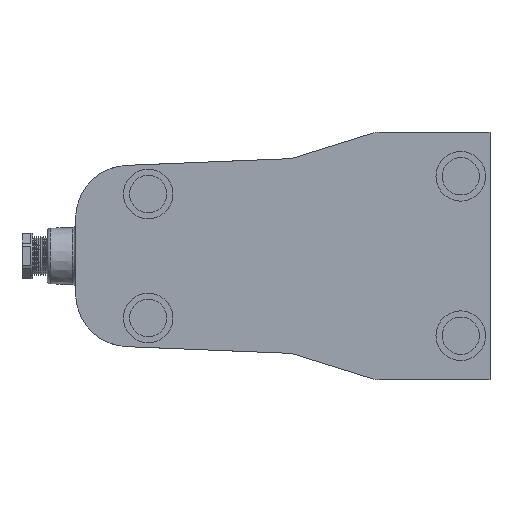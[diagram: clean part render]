
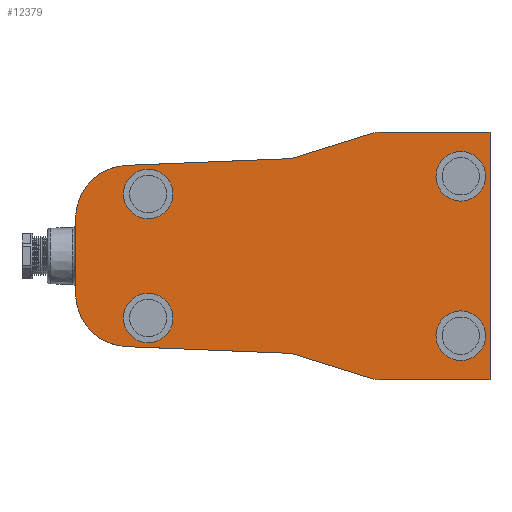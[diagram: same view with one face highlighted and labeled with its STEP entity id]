
A CAD part, front view. The second image highlights one B-rep face of the part: STEP entity #12379.
In plain terms, the highlighted planar face has unit normal (0, -1, 0).
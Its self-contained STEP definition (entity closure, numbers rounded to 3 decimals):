
#233 = VECTOR ( 'NONE', #1597, 1000. ) ;
#260 = CARTESIAN_POINT ( 'NONE',  ( -252., 0., -21.204 ) ) ;
#369 = DIRECTION ( 'NONE',  ( 0., 0., 1. ) ) ;
#416 = ORIENTED_EDGE ( 'NONE', *, *, #10901, .T. ) ;
#420 = LINE ( 'NONE', #8693, #11225 ) ;
#443 = VECTOR ( 'NONE', #2791, 1000. ) ;
#745 = DIRECTION ( 'NONE',  ( -1., 0., 0. ) ) ;
#798 = LINE ( 'NONE', #5923, #443 ) ;
#1084 = PLANE ( 'NONE',  #6555 ) ;
#1446 = LINE ( 'NONE', #5832, #3941 ) ;
#1530 = ORIENTED_EDGE ( 'NONE', *, *, #10205, .F. ) ;
#1597 = DIRECTION ( 'NONE',  ( 0., 0., 1. ) ) ;
#1615 = VECTOR ( 'NONE', #4517, 1000. ) ;
#2106 = CARTESIAN_POINT ( 'NONE',  ( -18., 0., -70. ) ) ;
#2292 = EDGE_CURVE ( 'NONE', #4721, #9685, #7101, .T. ) ;
#2360 = ORIENTED_EDGE ( 'NONE', *, *, #9079, .F. ) ;
#2744 = DIRECTION ( 'NONE',  ( 0.999, 0., -0.041 ) ) ;
#2791 = DIRECTION ( 'NONE',  ( 1., 0., 0. ) ) ;
#2819 = EDGE_CURVE ( 'NONE', #4721, #4410, #10126, .T. ) ;
#2851 = AXIS2_PLACEMENT_3D ( 'NONE', #12468, #6590, #369 ) ;
#3213 = CARTESIAN_POINT ( 'NONE',  ( -18., 0., 70. ) ) ;
#3284 = ORIENTED_EDGE ( 'NONE', *, *, #4720, .T. ) ;
#3386 = LINE ( 'NONE', #8718, #233 ) ;
#3916 = CARTESIAN_POINT ( 'NONE',  ( -130., 0., 55. ) ) ;
#3941 = VECTOR ( 'NONE', #2744, 1000. ) ;
#4205 = DIRECTION ( 'NONE',  ( 0., -1., 0. ) ) ;
#4209 = LINE ( 'NONE', #12366, #6873 ) ;
#4251 = VERTEX_POINT ( 'NONE', #12727 ) ;
#4410 = VERTEX_POINT ( 'NONE', #4787 ) ;
#4517 = DIRECTION ( 'NONE',  ( 0., 0., 1. ) ) ;
#4544 = ORIENTED_EDGE ( 'NONE', *, *, #12778, .T. ) ;
#4643 = DIRECTION ( 'NONE',  ( 0., -1., 0. ) ) ;
#4720 = EDGE_CURVE ( 'NONE', #4251, #12006, #4209, .T. ) ;
#4721 = VERTEX_POINT ( 'NONE', #260 ) ;
#4787 = CARTESIAN_POINT ( 'NONE',  ( -223.228, 0., -51.179 ) ) ;
#4877 = CARTESIAN_POINT ( 'NONE',  ( -80.64, 0., 70. ) ) ;
#4929 = EDGE_CURVE ( 'NONE', #6884, #5215, #3386, .T. ) ;
#5000 = CARTESIAN_POINT ( 'NONE',  ( -252., 0., 21.204 ) ) ;
#5033 = VERTEX_POINT ( 'NONE', #3916 ) ;
#5047 = VERTEX_POINT ( 'NONE', #5074 ) ;
#5074 = CARTESIAN_POINT ( 'NONE',  ( -223.228, 0., 51.179 ) ) ;
#5189 = DIRECTION ( 'NONE',  ( 0., -1., 0. ) ) ;
#5215 = VERTEX_POINT ( 'NONE', #3213 ) ;
#5282 = ORIENTED_EDGE ( 'NONE', *, *, #2819, .T. ) ;
#5288 = CARTESIAN_POINT ( 'NONE',  ( 0., 0., 70. ) ) ;
#5484 = DIRECTION ( 'NONE',  ( 0.954, 0., -0.299 ) ) ;
#5832 = CARTESIAN_POINT ( 'NONE',  ( -252., 0., -50. ) ) ;
#5894 = DIRECTION ( 'NONE',  ( -0.954, 0., -0.299 ) ) ;
#5923 = CARTESIAN_POINT ( 'NONE',  ( -252., 0., 70. ) ) ;
#5986 = LINE ( 'NONE', #10840, #8587 ) ;
#6082 = ORIENTED_EDGE ( 'NONE', *, *, #4929, .T. ) ;
#6201 = EDGE_CURVE ( 'NONE', #12731, #5033, #9605, .T. ) ;
#6304 = DIRECTION ( 'NONE',  ( 0., 0., 1. ) ) ;
#6363 = EDGE_LOOP ( 'NONE', ( #1530, #416, #7522, #9794, #4544, #9077, #5282, #11870, #3284, #6466, #2360, #6082 ) ) ;
#6466 = ORIENTED_EDGE ( 'NONE', *, *, #10544, .T. ) ;
#6507 = FACE_OUTER_BOUND ( 'NONE', #6363, .T. ) ;
#6555 = AXIS2_PLACEMENT_3D ( 'NONE', #5288, #12184, #6304 ) ;
#6590 = DIRECTION ( 'NONE',  ( 0., -1., 0. ) ) ;
#6646 = AXIS2_PLACEMENT_3D ( 'NONE', #10147, #4205, #11146 ) ;
#6823 = CARTESIAN_POINT ( 'NONE',  ( -130., 0., 55. ) ) ;
#6873 = VECTOR ( 'NONE', #5484, 1000. ) ;
#6884 = VERTEX_POINT ( 'NONE', #2106 ) ;
#7101 = LINE ( 'NONE', #9460, #1615 ) ;
#7522 = ORIENTED_EDGE ( 'NONE', *, *, #6201, .T. ) ;
#8148 = CIRCLE ( 'NONE', #2851, 10. ) ;
#8586 = CIRCLE ( 'NONE', #6646, 10. ) ;
#8587 = VECTOR ( 'NONE', #745, 1000. ) ;
#8693 = CARTESIAN_POINT ( 'NONE',  ( -252., 0., 50. ) ) ;
#8718 = CARTESIAN_POINT ( 'NONE',  ( -18., 0., 70. ) ) ;
#9052 = VERTEX_POINT ( 'NONE', #4877 ) ;
#9066 = VERTEX_POINT ( 'NONE', #9850 ) ;
#9077 = ORIENTED_EDGE ( 'NONE', *, *, #2292, .F. ) ;
#9079 = EDGE_CURVE ( 'NONE', #6884, #9066, #5986, .T. ) ;
#9460 = CARTESIAN_POINT ( 'NONE',  ( -252., 0., -70. ) ) ;
#9471 = AXIS2_PLACEMENT_3D ( 'NONE', #10566, #4643, #11556 ) ;
#9605 = LINE ( 'NONE', #6823, #11916 ) ;
#9685 = VERTEX_POINT ( 'NONE', #5000 ) ;
#9794 = ORIENTED_EDGE ( 'NONE', *, *, #10653, .T. ) ;
#9850 = CARTESIAN_POINT ( 'NONE',  ( -80.64, 0., -70. ) ) ;
#10126 = CIRCLE ( 'NONE', #9471, 30. ) ;
#10135 = EDGE_CURVE ( 'NONE', #4410, #4251, #1446, .T. ) ;
#10147 = CARTESIAN_POINT ( 'NONE',  ( -80.64, 0., 60. ) ) ;
#10205 = EDGE_CURVE ( 'NONE', #9052, #5215, #798, .T. ) ;
#10544 = EDGE_CURVE ( 'NONE', #12006, #9066, #8148, .T. ) ;
#10566 = CARTESIAN_POINT ( 'NONE',  ( -222., 0., -21.204 ) ) ;
#10635 = CIRCLE ( 'NONE', #10669, 30. ) ;
#10653 = EDGE_CURVE ( 'NONE', #5033, #5047, #420, .T. ) ;
#10663 = DIRECTION ( 'NONE',  ( -0.999, 0., -0.041 ) ) ;
#10669 = AXIS2_PLACEMENT_3D ( 'NONE', #11116, #5189, #12088 ) ;
#10840 = CARTESIAN_POINT ( 'NONE',  ( -252., 0., -70. ) ) ;
#10901 = EDGE_CURVE ( 'NONE', #9052, #12731, #8586, .T. ) ;
#11116 = CARTESIAN_POINT ( 'NONE',  ( -222., 0., 21.204 ) ) ;
#11146 = DIRECTION ( 'NONE',  ( 0., 0., 1. ) ) ;
#11225 = VECTOR ( 'NONE', #10663, 1000. ) ;
#11556 = DIRECTION ( 'NONE',  ( 0., 0., 1. ) ) ;
#11870 = ORIENTED_EDGE ( 'NONE', *, *, #10135, .T. ) ;
#11916 = VECTOR ( 'NONE', #5894, 1000. ) ;
#11964 = CARTESIAN_POINT ( 'NONE',  ( -83.632, 0., 69.542 ) ) ;
#12006 = VERTEX_POINT ( 'NONE', #12687 ) ;
#12088 = DIRECTION ( 'NONE',  ( 0., 0., 1. ) ) ;
#12184 = DIRECTION ( 'NONE',  ( 0., 1., 0. ) ) ;
#12366 = CARTESIAN_POINT ( 'NONE',  ( -130., 0., -55. ) ) ;
#12379 = ADVANCED_FACE ( 'NONE', ( #6507 ), #1084, .F. ) ;
#12468 = CARTESIAN_POINT ( 'NONE',  ( -80.64, 0., -60. ) ) ;
#12687 = CARTESIAN_POINT ( 'NONE',  ( -83.632, 0., -69.542 ) ) ;
#12727 = CARTESIAN_POINT ( 'NONE',  ( -130., 0., -55. ) ) ;
#12731 = VERTEX_POINT ( 'NONE', #11964 ) ;
#12778 = EDGE_CURVE ( 'NONE', #5047, #9685, #10635, .T. ) ;
